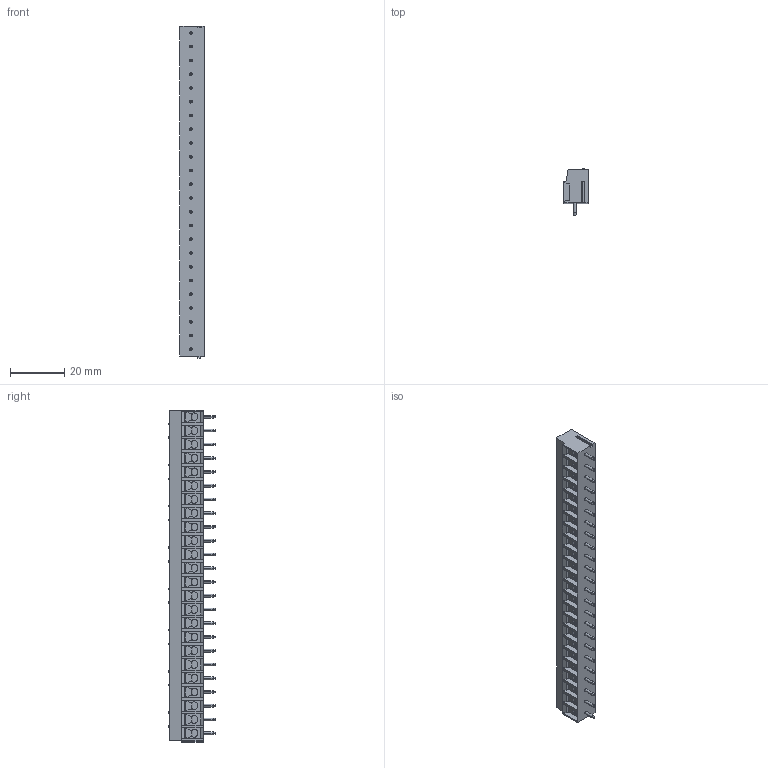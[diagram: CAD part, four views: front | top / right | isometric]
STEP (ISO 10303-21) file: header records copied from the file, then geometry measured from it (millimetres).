
FILE_DESCRIPTION((''),'2;1');
FILE_NAME('TL300R','2024-12-10T',('yanfa'),(''),'PRO/ENGINEER BY PARAMETRIC TECHNOLOGY CORPORATION, 2009280','PRO/ENGINEER BY PARAMETRIC TECHNOLOGY CORPORATION, 2009280','');
FILE_SCHEMA(('AUTOMOTIVE_DESIGN_CC2 { 1 2 10303 214 -1 1 5 2 }'));
Length unit declared in the file: millimetre
Products named in the file (1): TL300R
Bounding box: 9 x 17.3 x 122.61 mm (x, y, z)
Volume: 11103.8 mm3; surface area: 8725.2 mm2
Topology: 1 solids, 1 shells, 1398 faces, 3564 edges, 2248 vertices
Faces by surface type: plane 736, cylinder 438, cone 144, torus 48, sphere 32
Entity records: 42508 total; most frequent: CARTESIAN_POINT 8618, ORIENTED_EDGE 7064, DIRECTION 7028, EDGE_CURVE 3532, AXIS2_PLACEMENT_3D 2482, VERTEX_POINT 2248, VECTOR 2064, LINE 2064
